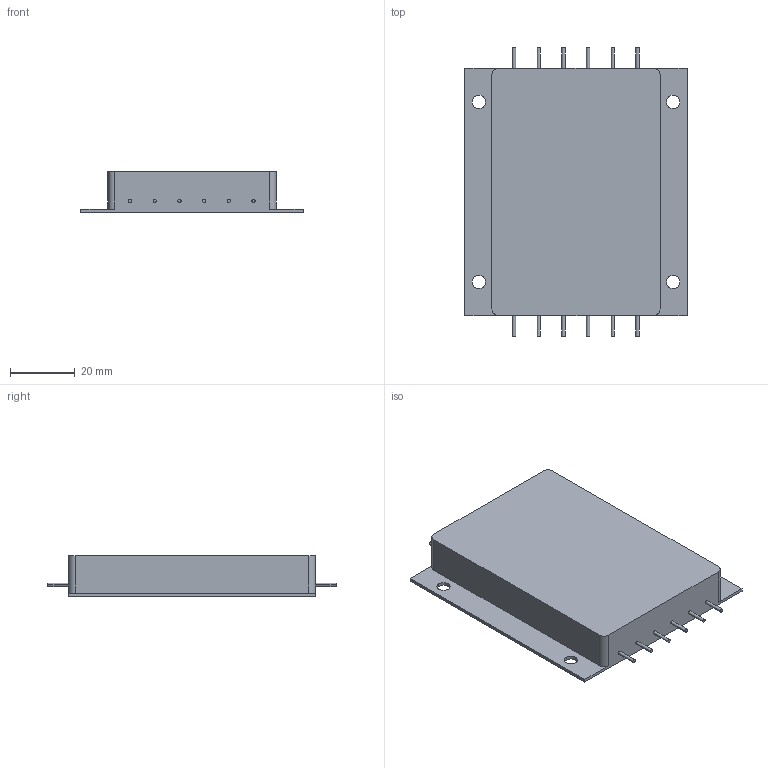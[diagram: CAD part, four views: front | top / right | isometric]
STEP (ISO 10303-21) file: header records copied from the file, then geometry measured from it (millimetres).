
FILE_DESCRIPTION((''),'2;1');
FILE_NAME('ZF.stp','2019-11-01T10:32:37',(''),(''),'Mechanical Desktop 2009','Mechanical Desktop 2009',', , ');
FILE_SCHEMA(('CONFIG_CONTROL_DESIGN'));
Length unit declared in the file: inch
Products named in the file (2): ZF; HEADER
Assembly tree (1 placements, depth 2):
  ZF
    HEADER
Bounding box: 68.58 x 88.9 x 12.57 mm (x, y, z)
Volume: 50907.6 mm3; surface area: 13853.8 mm2
Topology: 1 solids, 1 shells, 58 faces, 132 edges, 88 vertices
Faces by surface type: cylinder 36, plane 22
Entity records: 1795 total; most frequent: DIRECTION 324, CARTESIAN_POINT 280, ORIENTED_EDGE 264, AXIS2_PLACEMENT_3D 132, EDGE_CURVE 132, VERTEX_POINT 88, EDGE_LOOP 78, CIRCLE 72
